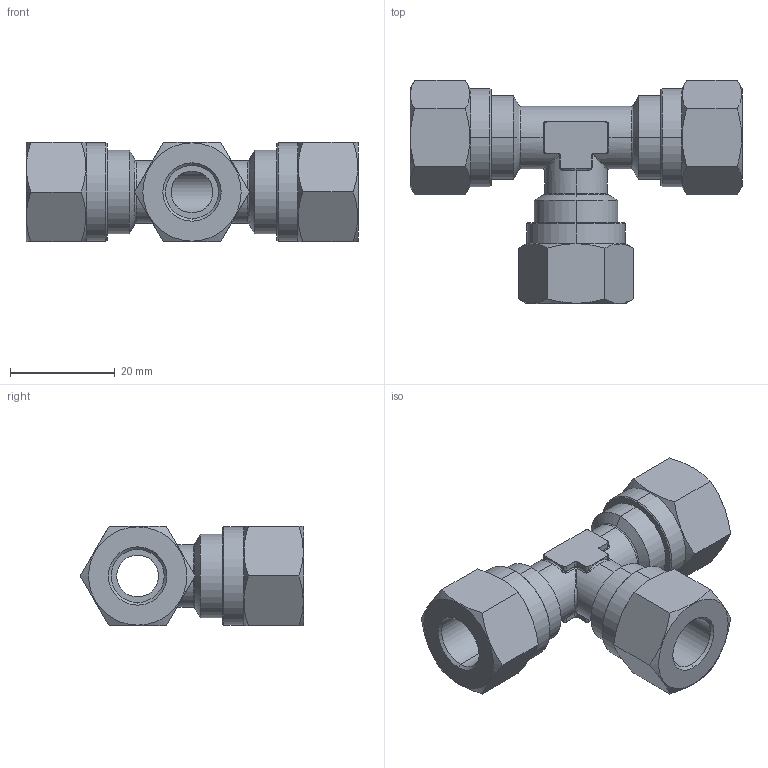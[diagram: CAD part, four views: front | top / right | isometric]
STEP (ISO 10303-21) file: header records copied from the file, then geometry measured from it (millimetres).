
FILE_DESCRIPTION (( 'STEP AP203' ), '1' );
FILE_NAME ('03080050.STEP', '2011-10-31T16:22:29', ( '' ), ( 'sopra-pneumatic' ), 'SwSTEP 2.0', 'SolidWorks 2011', '' );
FILE_SCHEMA (( 'CONFIG_CONTROL_DESIGN' ));
Length unit declared in the file: millimetre
Products named in the file (1): 03080050
Bounding box: 63.53 x 42.73 x 19 mm (x, y, z)
Volume: 14185 mm3; surface area: 8518.6 mm2
Topology: 1 solids, 1 shells, 160 faces, 392 edges, 235 vertices
Faces by surface type: cylinder 54, plane 45, cone 30, bspline 14, torus 13, sphere 4
Entity records: 5503 total; most frequent: CARTESIAN_POINT 1772, ORIENTED_EDGE 776, DIRECTION 768, EDGE_CURVE 388, AXIS2_PLACEMENT_3D 311, VERTEX_POINT 235, EDGE_LOOP 169, CIRCLE 164
